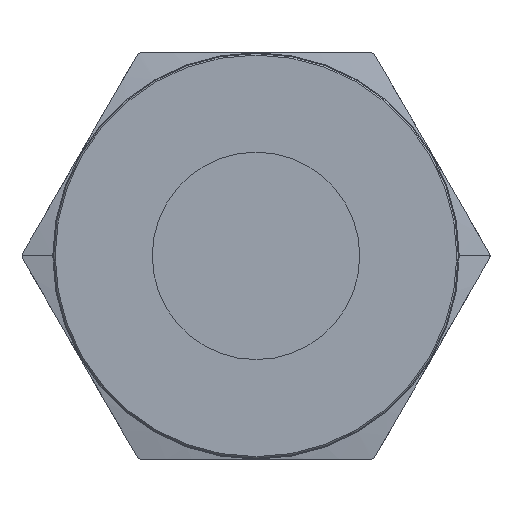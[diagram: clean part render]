
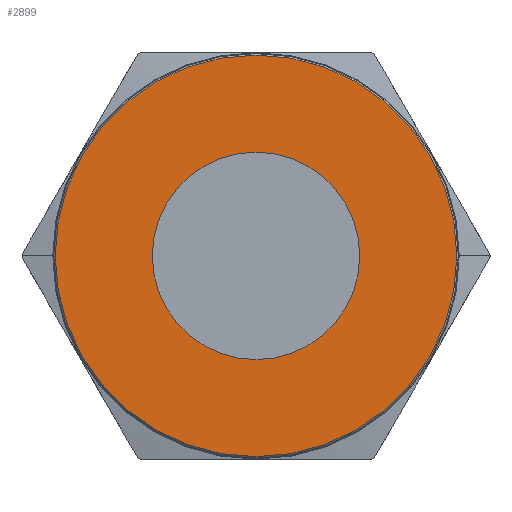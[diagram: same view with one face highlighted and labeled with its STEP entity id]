
A CAD part, top view. The second image highlights one B-rep face of the part: STEP entity #2899.
In plain terms, the highlighted planar face has unit normal (0, 0, 1).
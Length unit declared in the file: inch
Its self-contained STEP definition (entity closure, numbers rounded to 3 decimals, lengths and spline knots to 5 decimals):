
#53 = VERTEX_POINT ( 'NONE', #3305 ) ;
#63 = VERTEX_POINT ( 'NONE', #3295 ) ;
#68 = VERTEX_POINT ( 'NONE', #3290 ) ;
#69 = VERTEX_POINT ( 'NONE', #3289 ) ;
#245 = EDGE_LOOP ( 'NONE', ( #307, #308 ) ) ;
#258 = EDGE_LOOP ( 'NONE', ( #305, #306 ) ) ;
#305 = ORIENTED_EDGE ( 'NONE', *, *, #2825, .T. ) ;
#306 = ORIENTED_EDGE ( 'NONE', *, *, #2753, .T. ) ;
#307 = ORIENTED_EDGE ( 'NONE', *, *, #2826, .F. ) ;
#308 = ORIENTED_EDGE ( 'NONE', *, *, #2712, .F. ) ;
#322 = CIRCLE ( 'NONE', #2845, 0.701 ) ;
#366 = CIRCLE ( 'NONE', #2868, 1.3575 ) ;
#436 = CIRCLE ( 'NONE', #1874, 1.3575 ) ;
#437 = CIRCLE ( 'NONE', #1875, 0.701 ) ;
#451 = FACE_OUTER_BOUND ( 'NONE', #258, .T. ) ;
#490 = FACE_BOUND ( 'NONE', #245, .T. ) ;
#885 = DIRECTION ( 'NONE',  ( 0., 0., 1. ) ) ;
#886 = CARTESIAN_POINT ( 'NONE',  ( 0., 0., 0.67 ) ) ;
#888 = PLANE ( 'NONE',  #1906 ) ;
#890 = DIRECTION ( 'NONE',  ( 1., 0., 0. ) ) ;
#1874 = AXIS2_PLACEMENT_3D ( 'NONE', #2383, #2384, #2385 ) ;
#1875 = AXIS2_PLACEMENT_3D ( 'NONE', #2388, #2389, #2390 ) ;
#1906 = AXIS2_PLACEMENT_3D ( 'NONE', #886, #885, #890 ) ;
#2383 = CARTESIAN_POINT ( 'NONE',  ( 0., 0., 0.67 ) ) ;
#2384 = DIRECTION ( 'NONE',  ( 0., 0., 1. ) ) ;
#2385 = DIRECTION ( 'NONE',  ( 1., 0., 0. ) ) ;
#2388 = CARTESIAN_POINT ( 'NONE',  ( 0., 0., 0.67 ) ) ;
#2389 = DIRECTION ( 'NONE',  ( 0., 0., 1. ) ) ;
#2390 = DIRECTION ( 'NONE',  ( 1., 0., 0. ) ) ;
#2488 = DIRECTION ( 'NONE',  ( 1., 0., 0. ) ) ;
#2489 = DIRECTION ( 'NONE',  ( 0., 0., 1. ) ) ;
#2490 = CARTESIAN_POINT ( 'NONE',  ( 0., 0., 0.67 ) ) ;
#2712 = EDGE_CURVE ( 'NONE', #53, #69, #322, .T. ) ;
#2753 = EDGE_CURVE ( 'NONE', #68, #63, #366, .T. ) ;
#2825 = EDGE_CURVE ( 'NONE', #63, #68, #436, .T. ) ;
#2826 = EDGE_CURVE ( 'NONE', #69, #53, #437, .T. ) ;
#2845 = AXIS2_PLACEMENT_3D ( 'NONE', #3151, #3150, #3149 ) ;
#2868 = AXIS2_PLACEMENT_3D ( 'NONE', #2490, #2489, #2488 ) ;
#2899 = ADVANCED_FACE ( 'NONE', ( #451, #490 ), #888, .T. ) ;
#3149 = DIRECTION ( 'NONE',  ( 1., 0., 0. ) ) ;
#3150 = DIRECTION ( 'NONE',  ( 0., 0., 1. ) ) ;
#3151 = CARTESIAN_POINT ( 'NONE',  ( 0., 0., 0.67 ) ) ;
#3289 = CARTESIAN_POINT ( 'NONE',  ( 0.701, 0., 0.67 ) ) ;
#3290 = CARTESIAN_POINT ( 'NONE',  ( 1.3575, 0., 0.67 ) ) ;
#3295 = CARTESIAN_POINT ( 'NONE',  ( -1.3575, 0., 0.67 ) ) ;
#3305 = CARTESIAN_POINT ( 'NONE',  ( -0.701, 0., 0.67 ) ) ;
